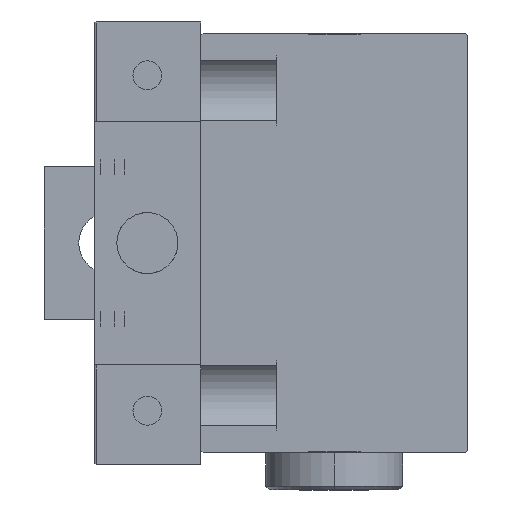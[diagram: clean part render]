
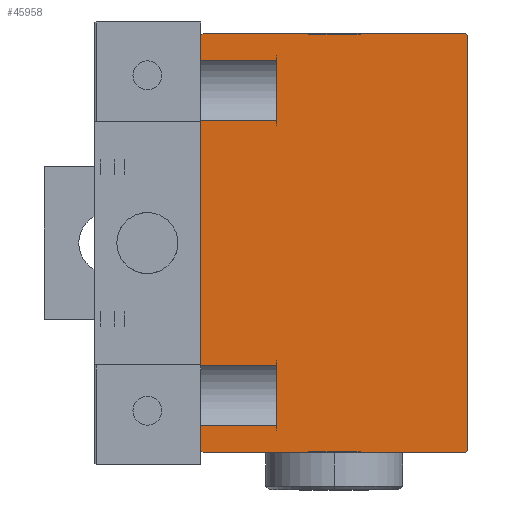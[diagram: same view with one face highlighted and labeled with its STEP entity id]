
A CAD part, left-side view. The second image highlights one B-rep face of the part: STEP entity #45958.
In plain terms, the highlighted face is planar.
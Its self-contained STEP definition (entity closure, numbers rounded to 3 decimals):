
#10 = LINE ( 'NONE', #28813, #8194 ) ;
#838 = CARTESIAN_POINT ( 'NONE',  ( 56., -17.5, -27.5 ) ) ;
#1299 = LINE ( 'NONE', #30640, #53855 ) ;
#1652 = EDGE_CURVE ( 'NONE', #50200, #4036, #49742, .T. ) ;
#1756 = LINE ( 'NONE', #5322, #26116 ) ;
#1791 = ORIENTED_EDGE ( 'NONE', *, *, #12747, .T. ) ;
#1825 = DIRECTION ( 'NONE',  ( 0., 1., 0. ) ) ;
#2471 = VECTOR ( 'NONE', #26991, 1000. ) ;
#2961 = DIRECTION ( 'NONE',  ( 0., -1., 0. ) ) ;
#3662 = VERTEX_POINT ( 'NONE', #8956 ) ;
#3858 = DIRECTION ( 'NONE',  ( 0., 0., -1. ) ) ;
#3994 = ORIENTED_EDGE ( 'NONE', *, *, #35251, .T. ) ;
#4036 = VERTEX_POINT ( 'NONE', #11661 ) ;
#4702 = EDGE_CURVE ( 'NONE', #36634, #41761, #7147, .T. ) ;
#5281 = ORIENTED_EDGE ( 'NONE', *, *, #23956, .T. ) ;
#5322 = CARTESIAN_POINT ( 'NONE',  ( 56., -22.35, -22.35 ) ) ;
#5582 = ORIENTED_EDGE ( 'NONE', *, *, #40377, .T. ) ;
#6368 = ORIENTED_EDGE ( 'NONE', *, *, #40741, .F. ) ;
#7147 = LINE ( 'NONE', #16214, #38729 ) ;
#7380 = ORIENTED_EDGE ( 'NONE', *, *, #43229, .T. ) ;
#7457 = DIRECTION ( 'NONE',  ( 0., 0., 1. ) ) ;
#7988 = DIRECTION ( 'NONE',  ( 0., -0.707, -0.707 ) ) ;
#8194 = VECTOR ( 'NONE', #3858, 1000. ) ;
#8302 = CARTESIAN_POINT ( 'NONE',  ( 56., 17.5, -27.2 ) ) ;
#8610 = ORIENTED_EDGE ( 'NONE', *, *, #39970, .T. ) ;
#8762 = DIRECTION ( 'NONE',  ( 0., 0.707, 0.707 ) ) ;
#8794 = LINE ( 'NONE', #838, #53711 ) ;
#8956 = CARTESIAN_POINT ( 'NONE',  ( 56., -7.5, 23.913 ) ) ;
#9745 = CARTESIAN_POINT ( 'NONE',  ( 56., -7.5, 16.087 ) ) ;
#10274 = ORIENTED_EDGE ( 'NONE', *, *, #1652, .T. ) ;
#10455 = DIRECTION ( 'NONE',  ( 0., -1., 0. ) ) ;
#10944 = VECTOR ( 'NONE', #13288, 1000. ) ;
#11661 = CARTESIAN_POINT ( 'NONE',  ( 56., -17.5, 27.2 ) ) ;
#12079 = CARTESIAN_POINT ( 'NONE',  ( 56., -17.5, -23.913 ) ) ;
#12110 = CARTESIAN_POINT ( 'NONE',  ( 56., -22.35, 22.35 ) ) ;
#12115 = VERTEX_POINT ( 'NONE', #39896 ) ;
#12219 = CARTESIAN_POINT ( 'NONE',  ( 56., 0., 0. ) ) ;
#12335 = LINE ( 'NONE', #46390, #48576 ) ;
#12747 = EDGE_CURVE ( 'NONE', #49319, #50200, #53197, .T. ) ;
#12771 = DIRECTION ( 'NONE',  ( 1., 0., 0. ) ) ;
#13288 = DIRECTION ( 'NONE',  ( 0., -1., 0. ) ) ;
#13827 = LINE ( 'NONE', #26456, #2471 ) ;
#13835 = CARTESIAN_POINT ( 'NONE',  ( 56., -7.5, 23.913 ) ) ;
#14013 = CARTESIAN_POINT ( 'NONE',  ( 56., 17.5, 27.2 ) ) ;
#15017 = VECTOR ( 'NONE', #35265, 1000. ) ;
#15046 = DIRECTION ( 'NONE',  ( 0., 0., -1. ) ) ;
#15278 = VERTEX_POINT ( 'NONE', #43738 ) ;
#15529 = LINE ( 'NONE', #15796, #25853 ) ;
#15684 = CARTESIAN_POINT ( 'NONE',  ( 56., -17.5, 16.087 ) ) ;
#15796 = CARTESIAN_POINT ( 'NONE',  ( 56., 22.35, 22.35 ) ) ;
#15823 = EDGE_LOOP ( 'NONE', ( #52065, #7380, #33280, #20458, #1791, #10274, #5582, #38776, #17114, #31773, #43809, #6368, #8610, #35136, #3994, #5281 ) ) ;
#16214 = CARTESIAN_POINT ( 'NONE',  ( 56., -7.5, 16.087 ) ) ;
#16399 = CARTESIAN_POINT ( 'NONE',  ( 56., 17.5, 27.5 ) ) ;
#16995 = VECTOR ( 'NONE', #2961, 1000. ) ;
#17114 = ORIENTED_EDGE ( 'NONE', *, *, #23983, .T. ) ;
#17221 = DIRECTION ( 'NONE',  ( 0., 0., -1. ) ) ;
#17422 = LINE ( 'NONE', #34176, #15017 ) ;
#18968 = EDGE_CURVE ( 'NONE', #44149, #49319, #15529, .T. ) ;
#19221 = EDGE_CURVE ( 'NONE', #3662, #24597, #34974, .T. ) ;
#20085 = CARTESIAN_POINT ( 'NONE',  ( 56., 17.5, -27.5 ) ) ;
#20199 = VERTEX_POINT ( 'NONE', #30106 ) ;
#20458 = ORIENTED_EDGE ( 'NONE', *, *, #18968, .T. ) ;
#21945 = VECTOR ( 'NONE', #7988, 1000. ) ;
#22677 = LINE ( 'NONE', #39436, #46554 ) ;
#23956 = EDGE_CURVE ( 'NONE', #49340, #30439, #1756, .T. ) ;
#23983 = EDGE_CURVE ( 'NONE', #3662, #41761, #13827, .T. ) ;
#24313 = DIRECTION ( 'NONE',  ( 0., -0.707, 0.707 ) ) ;
#24597 = VERTEX_POINT ( 'NONE', #26585 ) ;
#25406 = PLANE ( 'NONE',  #45663 ) ;
#25853 = VECTOR ( 'NONE', #24313, 1000. ) ;
#26116 = VECTOR ( 'NONE', #27254, 1000. ) ;
#26456 = CARTESIAN_POINT ( 'NONE',  ( 56., -7.5, 0. ) ) ;
#26585 = CARTESIAN_POINT ( 'NONE',  ( 56., -17.5, 23.913 ) ) ;
#26991 = DIRECTION ( 'NONE',  ( 0., 0., -1. ) ) ;
#27062 = VERTEX_POINT ( 'NONE', #12079 ) ;
#27254 = DIRECTION ( 'NONE',  ( 0., 0.707, -0.707 ) ) ;
#28242 = CARTESIAN_POINT ( 'NONE',  ( 56., -17.5, -27.2 ) ) ;
#28813 = CARTESIAN_POINT ( 'NONE',  ( 56., -7.5, 0. ) ) ;
#28839 = VERTEX_POINT ( 'NONE', #8302 ) ;
#28964 = DIRECTION ( 'NONE',  ( 0., 0., -1. ) ) ;
#30106 = CARTESIAN_POINT ( 'NONE',  ( 56., -7.5, -16.087 ) ) ;
#30439 = VERTEX_POINT ( 'NONE', #35327 ) ;
#30640 = CARTESIAN_POINT ( 'NONE',  ( 56., -17.5, 27.5 ) ) ;
#31329 = CARTESIAN_POINT ( 'NONE',  ( 56., -7.5, -16.087 ) ) ;
#31773 = ORIENTED_EDGE ( 'NONE', *, *, #4702, .F. ) ;
#32949 = DIRECTION ( 'NONE',  ( 0., 1., 0. ) ) ;
#33183 = CARTESIAN_POINT ( 'NONE',  ( 56., -17.2, 27.5 ) ) ;
#33280 = ORIENTED_EDGE ( 'NONE', *, *, #48000, .T. ) ;
#34176 = CARTESIAN_POINT ( 'NONE',  ( 56., -17.5, 27.5 ) ) ;
#34361 = EDGE_CURVE ( 'NONE', #27062, #37236, #22677, .T. ) ;
#34974 = LINE ( 'NONE', #13835, #10944 ) ;
#35136 = ORIENTED_EDGE ( 'NONE', *, *, #34361, .F. ) ;
#35251 = EDGE_CURVE ( 'NONE', #27062, #49340, #17422, .T. ) ;
#35265 = DIRECTION ( 'NONE',  ( 0., 0., -1. ) ) ;
#35327 = CARTESIAN_POINT ( 'NONE',  ( 56., -17.2, -27.5 ) ) ;
#36100 = VECTOR ( 'NONE', #7457, 1000. ) ;
#36634 = VERTEX_POINT ( 'NONE', #15684 ) ;
#37039 = EDGE_CURVE ( 'NONE', #30439, #12115, #8794, .T. ) ;
#37053 = CARTESIAN_POINT ( 'NONE',  ( 56., 17.2, 27.5 ) ) ;
#37236 = VERTEX_POINT ( 'NONE', #41708 ) ;
#38729 = VECTOR ( 'NONE', #32949, 1000. ) ;
#38776 = ORIENTED_EDGE ( 'NONE', *, *, #19221, .F. ) ;
#38936 = VECTOR ( 'NONE', #10455, 1000. ) ;
#39436 = CARTESIAN_POINT ( 'NONE',  ( 56., -7.5, -23.913 ) ) ;
#39896 = CARTESIAN_POINT ( 'NONE',  ( 56., 17.2, -27.5 ) ) ;
#39970 = EDGE_CURVE ( 'NONE', #20199, #37236, #10, .T. ) ;
#40377 = EDGE_CURVE ( 'NONE', #4036, #24597, #1299, .T. ) ;
#40741 = EDGE_CURVE ( 'NONE', #20199, #15278, #47833, .T. ) ;
#40855 = LINE ( 'NONE', #49093, #49474 ) ;
#41708 = CARTESIAN_POINT ( 'NONE',  ( 56., -7.5, -23.913 ) ) ;
#41761 = VERTEX_POINT ( 'NONE', #9745 ) ;
#42572 = DIRECTION ( 'NONE',  ( 0., 1., 0. ) ) ;
#43229 = EDGE_CURVE ( 'NONE', #12115, #28839, #12335, .T. ) ;
#43613 = EDGE_CURVE ( 'NONE', #36634, #15278, #40855, .T. ) ;
#43738 = CARTESIAN_POINT ( 'NONE',  ( 56., -17.5, -16.087 ) ) ;
#43809 = ORIENTED_EDGE ( 'NONE', *, *, #43613, .T. ) ;
#44149 = VERTEX_POINT ( 'NONE', #14013 ) ;
#45663 = AXIS2_PLACEMENT_3D ( 'NONE', #12219, #12771, #28964 ) ;
#45958 = ADVANCED_FACE ( 'NONE', ( #53695 ), #25406, .T. ) ;
#46390 = CARTESIAN_POINT ( 'NONE',  ( 56., 22.35, -22.35 ) ) ;
#46554 = VECTOR ( 'NONE', #1825, 1000. ) ;
#47833 = LINE ( 'NONE', #31329, #38936 ) ;
#48000 = EDGE_CURVE ( 'NONE', #28839, #44149, #49471, .T. ) ;
#48576 = VECTOR ( 'NONE', #8762, 1000. ) ;
#49093 = CARTESIAN_POINT ( 'NONE',  ( 56., -17.5, 27.5 ) ) ;
#49319 = VERTEX_POINT ( 'NONE', #37053 ) ;
#49340 = VERTEX_POINT ( 'NONE', #28242 ) ;
#49471 = LINE ( 'NONE', #20085, #36100 ) ;
#49474 = VECTOR ( 'NONE', #15046, 1000. ) ;
#49742 = LINE ( 'NONE', #12110, #21945 ) ;
#50200 = VERTEX_POINT ( 'NONE', #33183 ) ;
#52065 = ORIENTED_EDGE ( 'NONE', *, *, #37039, .T. ) ;
#53197 = LINE ( 'NONE', #16399, #16995 ) ;
#53695 = FACE_OUTER_BOUND ( 'NONE', #15823, .T. ) ;
#53711 = VECTOR ( 'NONE', #42572, 1000. ) ;
#53855 = VECTOR ( 'NONE', #17221, 1000. ) ;
